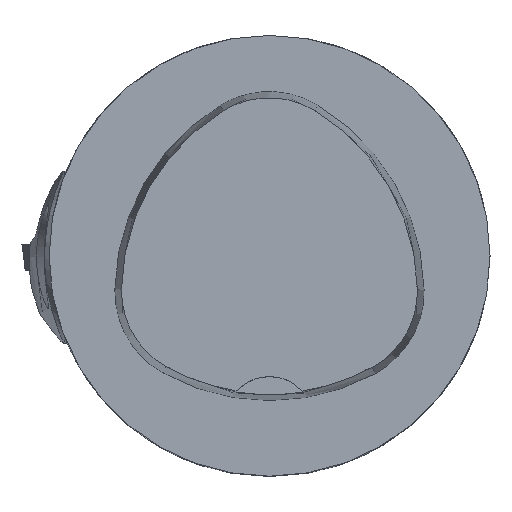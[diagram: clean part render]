
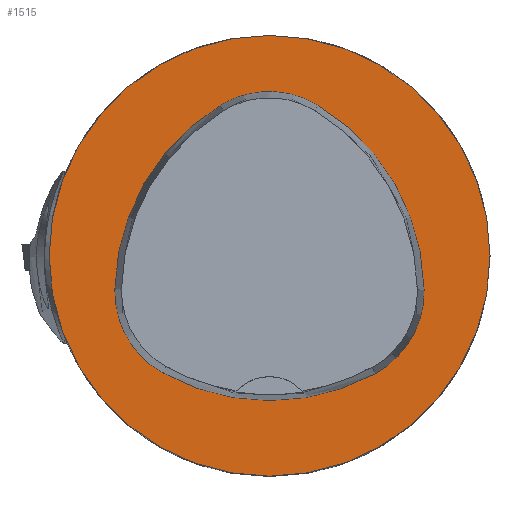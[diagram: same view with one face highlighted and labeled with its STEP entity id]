
A CAD part, top view. The second image highlights one B-rep face of the part: STEP entity #1515.
In plain terms, the highlighted planar face has unit normal (0, 0, 1).
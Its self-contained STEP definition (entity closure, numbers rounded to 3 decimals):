
#444=CIRCLE('',#8043,20.);
#446=CIRCLE('',#8046,8.5);
#448=CIRCLE('',#8049,20.);
#450=CIRCLE('',#8052,8.5);
#454=CIRCLE('',#8057,20.);
#456=CIRCLE('',#8060,8.5);
#459=CIRCLE('',#8065,20.);
#792=PLANE('',#8066);
#1515=ADVANCED_FACE('',(#3058,#3059),#792,.T.);
#3058=FACE_BOUND('',#3498,.T.);
#3059=FACE_BOUND('',#3499,.T.);
#3498=EDGE_LOOP('',(#5495,#5496,#5497,#5498,#5499,#5500));
#3499=EDGE_LOOP('',(#5501));
#5495=ORIENTED_EDGE('',*,*,#7247,.T.);
#5496=ORIENTED_EDGE('',*,*,#7227,.T.);
#5497=ORIENTED_EDGE('',*,*,#7231,.T.);
#5498=ORIENTED_EDGE('',*,*,#7234,.T.);
#5499=ORIENTED_EDGE('',*,*,#7237,.T.);
#5500=ORIENTED_EDGE('',*,*,#7245,.T.);
#5501=ORIENTED_EDGE('',*,*,#7250,.F.);
#6224=VERTEX_POINT('',#12759);
#6225=VERTEX_POINT('',#12760);
#6228=VERTEX_POINT('',#12768);
#6230=VERTEX_POINT('',#12774);
#6232=VERTEX_POINT('',#12780);
#6239=VERTEX_POINT('',#12801);
#6240=VERTEX_POINT('',#12811);
#7227=EDGE_CURVE('',#6224,#6225,#444,.T.);
#7231=EDGE_CURVE('',#6225,#6228,#446,.T.);
#7234=EDGE_CURVE('',#6228,#6230,#448,.T.);
#7237=EDGE_CURVE('',#6230,#6232,#450,.T.);
#7245=EDGE_CURVE('',#6232,#6239,#454,.T.);
#7247=EDGE_CURVE('',#6239,#6224,#456,.T.);
#7250=EDGE_CURVE('',#6240,#6240,#459,.T.);
#8043=AXIS2_PLACEMENT_3D('',#12758,#9979,#9980);
#8046=AXIS2_PLACEMENT_3D('',#12767,#9987,#9988);
#8049=AXIS2_PLACEMENT_3D('',#12773,#9994,#9995);
#8052=AXIS2_PLACEMENT_3D('',#12779,#10001,#10002);
#8057=AXIS2_PLACEMENT_3D('',#12802,#10013,#10014);
#8060=AXIS2_PLACEMENT_3D('',#12805,#10019,#10020);
#8065=AXIS2_PLACEMENT_3D('',#12810,#10029,#10030);
#8066=AXIS2_PLACEMENT_3D('',#12812,#10031,#10032);
#9979=DIRECTION('',(0.,0.,-1.));
#9980=DIRECTION('',(-1.,0.,0.));
#9987=DIRECTION('',(0.,0.,-1.));
#9988=DIRECTION('',(-1.,0.,0.));
#9994=DIRECTION('',(0.,0.,-1.));
#9995=DIRECTION('',(-1.,0.,0.));
#10001=DIRECTION('',(0.,0.,-1.));
#10002=DIRECTION('',(-1.,0.,0.));
#10013=DIRECTION('',(0.,0.,-1.));
#10014=DIRECTION('',(-1.,0.,0.));
#10019=DIRECTION('',(0.,0.,-1.));
#10020=DIRECTION('',(-1.,0.,0.));
#10029=DIRECTION('',(0.,0.,-1.));
#10030=DIRECTION('',(-1.,0.,0.));
#10031=DIRECTION('',(0.,0.,1.));
#10032=DIRECTION('',(1.,0.,0.));
#12758=CARTESIAN_POINT('',(5.955,-3.414,0.));
#12759=CARTESIAN_POINT('',(-14.041,-3.042,0.));
#12760=CARTESIAN_POINT('',(-4.472,13.653,0.));
#12767=CARTESIAN_POINT('',(-0.04,6.4,0.));
#12768=CARTESIAN_POINT('',(4.347,13.68,0.));
#12773=CARTESIAN_POINT('',(-5.976,-3.45,0.));
#12774=CARTESIAN_POINT('',(14.021,-3.075,0.));
#12779=CARTESIAN_POINT('',(5.522,-3.235,0.));
#12780=CARTESIAN_POINT('',(9.588,-10.699,0.));
#12801=CARTESIAN_POINT('',(-9.655,-10.639,0.));
#12802=CARTESIAN_POINT('',(0.022,6.864,0.));
#12805=CARTESIAN_POINT('',(-5.543,-3.2,0.));
#12810=CARTESIAN_POINT('',(0.,0.,0.));
#12811=CARTESIAN_POINT('',(-20.,0.,0.));
#12812=CARTESIAN_POINT('',(0.,0.,0.));
